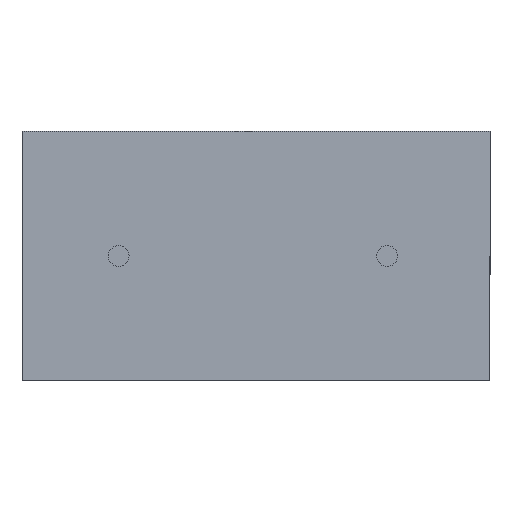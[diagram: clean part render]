
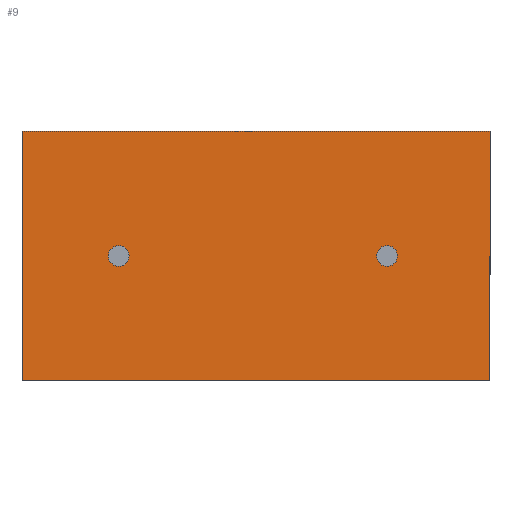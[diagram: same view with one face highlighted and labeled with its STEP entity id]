
A CAD part, front view. The second image highlights one B-rep face of the part: STEP entity #9.
In plain terms, the highlighted planar face has unit normal (0, -1, 0).
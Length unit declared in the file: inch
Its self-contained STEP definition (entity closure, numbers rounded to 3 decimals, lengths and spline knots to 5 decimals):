
#9 = ADVANCED_FACE ( 'NONE', ( #115, #112, #114 ), #402, .F. ) ;
#60 = VECTOR ( 'NONE', #156, 39.37008 ) ;
#62 = LINE ( 'NONE', #150, #60 ) ;
#65 = VECTOR ( 'NONE', #241, 39.37008 ) ;
#68 = LINE ( 'NONE', #244, #65 ) ;
#70 = VECTOR ( 'NONE', #154, 39.37008 ) ;
#73 = LINE ( 'NONE', #155, #70 ) ;
#89 = CIRCLE ( 'NONE', #145, 0.05 ) ;
#91 = CIRCLE ( 'NONE', #143, 0.05 ) ;
#96 = LINE ( 'NONE', #243, #97 ) ;
#97 = VECTOR ( 'NONE', #245, 39.37008 ) ;
#98 = CIRCLE ( 'NONE', #422, 0.05 ) ;
#102 = CIRCLE ( 'NONE', #430, 0.05 ) ;
#112 = FACE_BOUND ( 'NONE', #270, .T. ) ;
#114 = FACE_OUTER_BOUND ( 'NONE', #282, .T. ) ;
#115 = FACE_BOUND ( 'NONE', #276, .T. ) ;
#143 = AXIS2_PLACEMENT_3D ( 'NONE', #170, #169, #171 ) ;
#145 = AXIS2_PLACEMENT_3D ( 'NONE', #178, #181, #177 ) ;
#150 = CARTESIAN_POINT ( 'NONE',  ( -1.125, 0., -0.6 ) ) ;
#154 = DIRECTION ( 'NONE',  ( 0., 0., -1. ) ) ;
#155 = CARTESIAN_POINT ( 'NONE',  ( 1.125, 0., -0.6 ) ) ;
#156 = DIRECTION ( 'NONE',  ( 0., 0., 1. ) ) ;
#169 = DIRECTION ( 'NONE',  ( 0., -1., 0. ) ) ;
#170 = CARTESIAN_POINT ( 'NONE',  ( 0.63, 0., 0. ) ) ;
#171 = DIRECTION ( 'NONE',  ( 0., 0., -1. ) ) ;
#177 = DIRECTION ( 'NONE',  ( 0., 0., -1. ) ) ;
#178 = CARTESIAN_POINT ( 'NONE',  ( -0.66, 0., 0. ) ) ;
#181 = DIRECTION ( 'NONE',  ( 0., -1., 0. ) ) ;
#194 = DIRECTION ( 'NONE',  ( 0., 0., -1. ) ) ;
#195 = DIRECTION ( 'NONE',  ( 0., -1., 0. ) ) ;
#196 = CARTESIAN_POINT ( 'NONE',  ( 0.63, 0., 0. ) ) ;
#197 = DIRECTION ( 'NONE',  ( 0., 0., -1. ) ) ;
#198 = CARTESIAN_POINT ( 'NONE',  ( -0.66, 0., 0. ) ) ;
#199 = DIRECTION ( 'NONE',  ( 0., -1., 0. ) ) ;
#241 = DIRECTION ( 'NONE',  ( -1., 0., 0. ) ) ;
#243 = CARTESIAN_POINT ( 'NONE',  ( -1.125, 0., 0.6 ) ) ;
#244 = CARTESIAN_POINT ( 'NONE',  ( -1.125, 0., -0.6 ) ) ;
#245 = DIRECTION ( 'NONE',  ( 1., 0., 0. ) ) ;
#250 = VERTEX_POINT ( 'NONE', #369 ) ;
#252 = VERTEX_POINT ( 'NONE', #365 ) ;
#254 = VERTEX_POINT ( 'NONE', #371 ) ;
#258 = VERTEX_POINT ( 'NONE', #362 ) ;
#260 = VERTEX_POINT ( 'NONE', #359 ) ;
#265 = VERTEX_POINT ( 'NONE', #354 ) ;
#266 = VERTEX_POINT ( 'NONE', #353 ) ;
#268 = VERTEX_POINT ( 'NONE', #349 ) ;
#270 = EDGE_LOOP ( 'NONE', ( #318, #319 ) ) ;
#276 = EDGE_LOOP ( 'NONE', ( #316, #317 ) ) ;
#282 = EDGE_LOOP ( 'NONE', ( #320, #321, #322, #324 ) ) ;
#316 = ORIENTED_EDGE ( 'NONE', *, *, #441, .F. ) ;
#317 = ORIENTED_EDGE ( 'NONE', *, *, #447, .F. ) ;
#318 = ORIENTED_EDGE ( 'NONE', *, *, #442, .F. ) ;
#319 = ORIENTED_EDGE ( 'NONE', *, *, #451, .F. ) ;
#320 = ORIENTED_EDGE ( 'NONE', *, *, #458, .F. ) ;
#321 = ORIENTED_EDGE ( 'NONE', *, *, #438, .F. ) ;
#322 = ORIENTED_EDGE ( 'NONE', *, *, #464, .F. ) ;
#324 = ORIENTED_EDGE ( 'NONE', *, *, #461, .F. ) ;
#349 = CARTESIAN_POINT ( 'NONE',  ( -0.66, 0., 0.05 ) ) ;
#353 = CARTESIAN_POINT ( 'NONE',  ( -0.66, 0., -0.05 ) ) ;
#354 = CARTESIAN_POINT ( 'NONE',  ( -1.125, 0., -0.6 ) ) ;
#359 = CARTESIAN_POINT ( 'NONE',  ( 1.125, 0., 0.6 ) ) ;
#362 = CARTESIAN_POINT ( 'NONE',  ( 0.63, 0., 0.05 ) ) ;
#365 = CARTESIAN_POINT ( 'NONE',  ( -1.125, 0., 0.6 ) ) ;
#369 = CARTESIAN_POINT ( 'NONE',  ( 1.125, 0., -0.6 ) ) ;
#371 = CARTESIAN_POINT ( 'NONE',  ( 0.63, 0., -0.05 ) ) ;
#400 = DIRECTION ( 'NONE',  ( 0., 0., 1. ) ) ;
#402 = PLANE ( 'NONE',  #429 ) ;
#404 = CARTESIAN_POINT ( 'NONE',  ( 0., 0., 0. ) ) ;
#410 = DIRECTION ( 'NONE',  ( 0., 1., 0. ) ) ;
#422 = AXIS2_PLACEMENT_3D ( 'NONE', #196, #195, #194 ) ;
#429 = AXIS2_PLACEMENT_3D ( 'NONE', #404, #410, #400 ) ;
#430 = AXIS2_PLACEMENT_3D ( 'NONE', #198, #199, #197 ) ;
#438 = EDGE_CURVE ( 'NONE', #252, #260, #96, .T. ) ;
#441 = EDGE_CURVE ( 'NONE', #266, #268, #102, .T. ) ;
#442 = EDGE_CURVE ( 'NONE', #254, #258, #98, .T. ) ;
#447 = EDGE_CURVE ( 'NONE', #268, #266, #89, .T. ) ;
#451 = EDGE_CURVE ( 'NONE', #258, #254, #91, .T. ) ;
#458 = EDGE_CURVE ( 'NONE', #260, #250, #73, .T. ) ;
#461 = EDGE_CURVE ( 'NONE', #250, #265, #68, .T. ) ;
#464 = EDGE_CURVE ( 'NONE', #265, #252, #62, .T. ) ;
